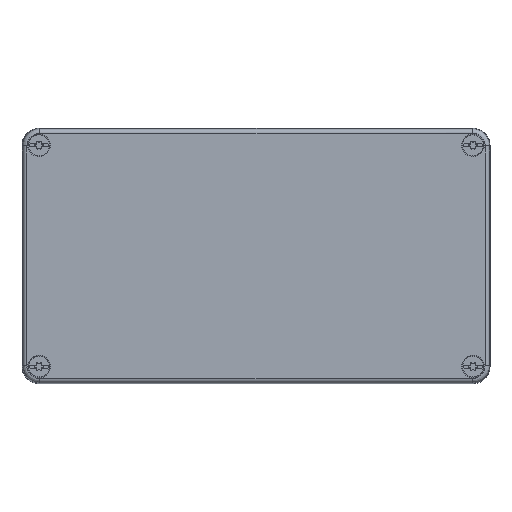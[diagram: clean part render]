
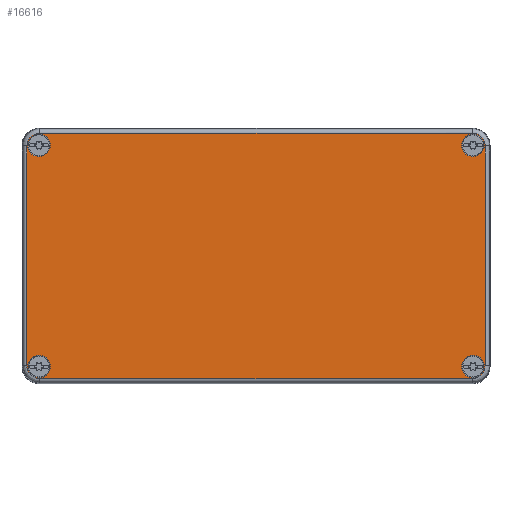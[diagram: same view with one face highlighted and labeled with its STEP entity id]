
A CAD part, top view. The second image highlights one B-rep face of the part: STEP entity #16616.
In plain terms, the highlighted planar face has unit normal (0, 0, 1).
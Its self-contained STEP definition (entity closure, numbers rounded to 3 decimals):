
#16532=AXIS2_PLACEMENT_3D('Plane Axis2P3D',#16529,#16530,#16531) ;
#16546=AXIS2_PLACEMENT_3D('Circle Axis2P3D',#16544,#16545,$) ;
#16555=AXIS2_PLACEMENT_3D('Circle Axis2P3D',#16553,#16554,$) ;
#16564=AXIS2_PLACEMENT_3D('Circle Axis2P3D',#16562,#16563,$) ;
#16573=AXIS2_PLACEMENT_3D('Circle Axis2P3D',#16571,#16572,$) ;
#16582=AXIS2_PLACEMENT_3D('Circle Axis2P3D',#16580,#16581,$) ;
#16591=AXIS2_PLACEMENT_3D('Circle Axis2P3D',#16589,#16590,$) ;
#16600=AXIS2_PLACEMENT_3D('Circle Axis2P3D',#16598,#16599,$) ;
#16609=AXIS2_PLACEMENT_3D('Circle Axis2P3D',#16607,#16608,$) ;
#15409=CARTESIAN_POINT('Vertex',(2.314,111.686,81.)) ;
#15416=CARTESIAN_POINT('Vertex',(2.314,8.314,81.)) ;
#15419=CARTESIAN_POINT('Line Origine',(2.314,59.902,81.)) ;
#15523=CARTESIAN_POINT('Vertex',(8.314,117.686,81.)) ;
#15527=CARTESIAN_POINT('Control Point',(2.314,111.686,81.)) ;
#15528=CARTESIAN_POINT('Control Point',(2.314,112.433,81.)) ;
#15529=CARTESIAN_POINT('Control Point',(2.431,113.18,81.)) ;
#15530=CARTESIAN_POINT('Control Point',(2.663,113.902,81.)) ;
#15531=CARTESIAN_POINT('Control Point',(3.523,115.605,81.)) ;
#15532=CARTESIAN_POINT('Control Point',(4.985,116.876,81.)) ;
#15533=CARTESIAN_POINT('Control Point',(6.037,117.416,81.)) ;
#15534=CARTESIAN_POINT('Control Point',(7.176,117.686,81.)) ;
#15535=CARTESIAN_POINT('Control Point',(8.314,117.686,81.)) ;
#15553=CARTESIAN_POINT('Vertex',(211.686,117.686,81.)) ;
#15556=CARTESIAN_POINT('Line Origine',(104.492,117.686,81.)) ;
#15660=CARTESIAN_POINT('Vertex',(217.686,111.686,81.)) ;
#15664=CARTESIAN_POINT('Control Point',(211.686,117.686,81.)) ;
#15665=CARTESIAN_POINT('Control Point',(212.433,117.686,81.)) ;
#15666=CARTESIAN_POINT('Control Point',(213.18,117.569,81.)) ;
#15667=CARTESIAN_POINT('Control Point',(213.902,117.337,81.)) ;
#15668=CARTESIAN_POINT('Control Point',(215.605,116.477,81.)) ;
#15669=CARTESIAN_POINT('Control Point',(216.876,115.015,81.)) ;
#15670=CARTESIAN_POINT('Control Point',(217.416,113.963,81.)) ;
#15671=CARTESIAN_POINT('Control Point',(217.686,112.824,81.)) ;
#15672=CARTESIAN_POINT('Control Point',(217.686,111.686,81.)) ;
#15690=CARTESIAN_POINT('Vertex',(217.686,8.314,81.)) ;
#15693=CARTESIAN_POINT('Line Origine',(217.686,59.902,81.)) ;
#15797=CARTESIAN_POINT('Vertex',(211.686,2.314,81.)) ;
#15801=CARTESIAN_POINT('Control Point',(217.686,8.314,81.)) ;
#15802=CARTESIAN_POINT('Control Point',(217.686,7.567,81.)) ;
#15803=CARTESIAN_POINT('Control Point',(217.569,6.82,81.)) ;
#15804=CARTESIAN_POINT('Control Point',(217.337,6.098,81.)) ;
#15805=CARTESIAN_POINT('Control Point',(216.477,4.395,81.)) ;
#15806=CARTESIAN_POINT('Control Point',(215.015,3.124,81.)) ;
#15807=CARTESIAN_POINT('Control Point',(213.963,2.584,81.)) ;
#15808=CARTESIAN_POINT('Control Point',(212.824,2.314,81.)) ;
#15809=CARTESIAN_POINT('Control Point',(211.686,2.314,81.)) ;
#15827=CARTESIAN_POINT('Vertex',(8.314,2.314,81.)) ;
#15830=CARTESIAN_POINT('Line Origine',(110.,2.314,81.)) ;
#15925=CARTESIAN_POINT('Control Point',(8.314,2.314,81.)) ;
#15926=CARTESIAN_POINT('Control Point',(7.567,2.314,81.)) ;
#15927=CARTESIAN_POINT('Control Point',(6.82,2.431,81.)) ;
#15928=CARTESIAN_POINT('Control Point',(6.098,2.663,81.)) ;
#15929=CARTESIAN_POINT('Control Point',(4.395,3.523,81.)) ;
#15930=CARTESIAN_POINT('Control Point',(3.124,4.985,81.)) ;
#15931=CARTESIAN_POINT('Control Point',(2.584,6.037,81.)) ;
#15932=CARTESIAN_POINT('Control Point',(2.314,7.176,81.)) ;
#15933=CARTESIAN_POINT('Control Point',(2.314,8.314,81.)) ;
#16529=CARTESIAN_POINT('Axis2P3D Location',(110.,60.,81.)) ;
#16544=CARTESIAN_POINT('Axis2P3D Location',(212.,112.,81.)) ;
#16548=CARTESIAN_POINT('Vertex',(214.541,116.651,81.)) ;
#16550=CARTESIAN_POINT('Vertex',(209.459,107.349,81.)) ;
#16553=CARTESIAN_POINT('Axis2P3D Location',(212.,112.,81.)) ;
#16562=CARTESIAN_POINT('Axis2P3D Location',(8.,112.,81.)) ;
#16566=CARTESIAN_POINT('Vertex',(10.541,116.651,81.)) ;
#16568=CARTESIAN_POINT('Vertex',(5.459,107.349,81.)) ;
#16571=CARTESIAN_POINT('Axis2P3D Location',(8.,112.,81.)) ;
#16580=CARTESIAN_POINT('Axis2P3D Location',(212.,8.,81.)) ;
#16584=CARTESIAN_POINT('Vertex',(214.541,12.651,81.)) ;
#16586=CARTESIAN_POINT('Vertex',(209.459,3.349,81.)) ;
#16589=CARTESIAN_POINT('Axis2P3D Location',(212.,8.,81.)) ;
#16598=CARTESIAN_POINT('Axis2P3D Location',(8.,8.,81.)) ;
#16602=CARTESIAN_POINT('Vertex',(10.541,12.651,81.)) ;
#16604=CARTESIAN_POINT('Vertex',(5.459,3.349,81.)) ;
#16607=CARTESIAN_POINT('Axis2P3D Location',(8.,8.,81.)) ;
#15420=DIRECTION('Vector Direction',(0.,1.,0.)) ;
#15557=DIRECTION('Vector Direction',(1.,0.,0.)) ;
#15694=DIRECTION('Vector Direction',(0.,-1.,0.)) ;
#15831=DIRECTION('Vector Direction',(-1.,0.,0.)) ;
#16530=DIRECTION('Axis2P3D Direction',(0.,0.,1.)) ;
#16531=DIRECTION('Axis2P3D XDirection',(1.,0.,0.)) ;
#16545=DIRECTION('Axis2P3D Direction',(0.,0.,1.)) ;
#16554=DIRECTION('Axis2P3D Direction',(0.,0.,1.)) ;
#16563=DIRECTION('Axis2P3D Direction',(0.,0.,1.)) ;
#16572=DIRECTION('Axis2P3D Direction',(0.,0.,1.)) ;
#16581=DIRECTION('Axis2P3D Direction',(0.,0.,1.)) ;
#16590=DIRECTION('Axis2P3D Direction',(0.,0.,1.)) ;
#16599=DIRECTION('Axis2P3D Direction',(0.,0.,1.)) ;
#16608=DIRECTION('Axis2P3D Direction',(0.,0.,1.)) ;
#15421=VECTOR('Line Direction',#15420,1.) ;
#15558=VECTOR('Line Direction',#15557,1.) ;
#15695=VECTOR('Line Direction',#15694,1.) ;
#15832=VECTOR('Line Direction',#15831,1.) ;
#16535=ORIENTED_EDGE('',*,*,#15560,.T.) ;
#16536=ORIENTED_EDGE('',*,*,#15536,.T.) ;
#16537=ORIENTED_EDGE('',*,*,#15423,.T.) ;
#16538=ORIENTED_EDGE('',*,*,#15934,.T.) ;
#16539=ORIENTED_EDGE('',*,*,#15834,.T.) ;
#16540=ORIENTED_EDGE('',*,*,#15810,.T.) ;
#16541=ORIENTED_EDGE('',*,*,#15697,.T.) ;
#16542=ORIENTED_EDGE('',*,*,#15673,.T.) ;
#16559=ORIENTED_EDGE('',*,*,#16552,.T.) ;
#16560=ORIENTED_EDGE('',*,*,#16557,.T.) ;
#16577=ORIENTED_EDGE('',*,*,#16570,.T.) ;
#16578=ORIENTED_EDGE('',*,*,#16575,.T.) ;
#16595=ORIENTED_EDGE('',*,*,#16588,.T.) ;
#16596=ORIENTED_EDGE('',*,*,#16593,.T.) ;
#16613=ORIENTED_EDGE('',*,*,#16606,.T.) ;
#16614=ORIENTED_EDGE('',*,*,#16611,.T.) ;
#16561=FACE_BOUND('',#16558,.T.) ;
#16579=FACE_BOUND('',#16576,.T.) ;
#16597=FACE_BOUND('',#16594,.T.) ;
#16615=FACE_BOUND('',#16612,.T.) ;
#16616=ADVANCED_FACE('Cover',(#16543,#16561,#16579,#16597,#16615),#16533,.T.) ;
#15526=B_SPLINE_CURVE_WITH_KNOTS('',5,(#15527,#15528,#15529,#15530,#15531,#15532,#15533,#15534,#15535),.UNSPECIFIED.,.F.,.U.,(6,3,6),(23.567,28.127,35.077),.UNSPECIFIED.) ;
#15663=B_SPLINE_CURVE_WITH_KNOTS('',5,(#15664,#15665,#15666,#15667,#15668,#15669,#15670,#15671,#15672),.UNSPECIFIED.,.F.,.U.,(6,3,6),(23.567,28.127,35.077),.UNSPECIFIED.) ;
#15800=B_SPLINE_CURVE_WITH_KNOTS('',5,(#15801,#15802,#15803,#15804,#15805,#15806,#15807,#15808,#15809),.UNSPECIFIED.,.F.,.U.,(6,3,6),(23.567,28.127,35.077),.UNSPECIFIED.) ;
#15924=B_SPLINE_CURVE_WITH_KNOTS('',5,(#15925,#15926,#15927,#15928,#15929,#15930,#15931,#15932,#15933),.UNSPECIFIED.,.F.,.U.,(6,3,6),(23.567,28.127,35.077),.UNSPECIFIED.) ;
#16547=CIRCLE('generated circle',#16546,5.3) ;
#16556=CIRCLE('generated circle',#16555,5.3) ;
#16565=CIRCLE('generated circle',#16564,5.3) ;
#16574=CIRCLE('generated circle',#16573,5.3) ;
#16583=CIRCLE('generated circle',#16582,5.3) ;
#16592=CIRCLE('generated circle',#16591,5.3) ;
#16601=CIRCLE('generated circle',#16600,5.3) ;
#16610=CIRCLE('generated circle',#16609,5.3) ;
#15423=EDGE_CURVE('',#15410,#15417,#15422,.F.) ;
#15536=EDGE_CURVE('',#15524,#15410,#15526,.F.) ;
#15560=EDGE_CURVE('',#15554,#15524,#15559,.F.) ;
#15673=EDGE_CURVE('',#15661,#15554,#15663,.F.) ;
#15697=EDGE_CURVE('',#15691,#15661,#15696,.F.) ;
#15810=EDGE_CURVE('',#15798,#15691,#15800,.F.) ;
#15834=EDGE_CURVE('',#15828,#15798,#15833,.F.) ;
#15934=EDGE_CURVE('',#15417,#15828,#15924,.F.) ;
#16552=EDGE_CURVE('',#16549,#16551,#16547,.F.) ;
#16557=EDGE_CURVE('',#16551,#16549,#16556,.F.) ;
#16570=EDGE_CURVE('',#16567,#16569,#16565,.F.) ;
#16575=EDGE_CURVE('',#16569,#16567,#16574,.F.) ;
#16588=EDGE_CURVE('',#16585,#16587,#16583,.F.) ;
#16593=EDGE_CURVE('',#16587,#16585,#16592,.F.) ;
#16606=EDGE_CURVE('',#16603,#16605,#16601,.F.) ;
#16611=EDGE_CURVE('',#16605,#16603,#16610,.F.) ;
#16534=EDGE_LOOP('',(#16535,#16536,#16537,#16538,#16539,#16540,#16541,#16542)) ;
#16558=EDGE_LOOP('',(#16559,#16560)) ;
#16576=EDGE_LOOP('',(#16577,#16578)) ;
#16594=EDGE_LOOP('',(#16595,#16596)) ;
#16612=EDGE_LOOP('',(#16613,#16614)) ;
#16543=FACE_OUTER_BOUND('',#16534,.T.) ;
#15422=LINE('Line',#15419,#15421) ;
#15559=LINE('Line',#15556,#15558) ;
#15696=LINE('Line',#15693,#15695) ;
#15833=LINE('Line',#15830,#15832) ;
#16533=PLANE('',#16532) ;
#15410=VERTEX_POINT('',#15409) ;
#15417=VERTEX_POINT('',#15416) ;
#15524=VERTEX_POINT('',#15523) ;
#15554=VERTEX_POINT('',#15553) ;
#15661=VERTEX_POINT('',#15660) ;
#15691=VERTEX_POINT('',#15690) ;
#15798=VERTEX_POINT('',#15797) ;
#15828=VERTEX_POINT('',#15827) ;
#16549=VERTEX_POINT('',#16548) ;
#16551=VERTEX_POINT('',#16550) ;
#16567=VERTEX_POINT('',#16566) ;
#16569=VERTEX_POINT('',#16568) ;
#16585=VERTEX_POINT('',#16584) ;
#16587=VERTEX_POINT('',#16586) ;
#16603=VERTEX_POINT('',#16602) ;
#16605=VERTEX_POINT('',#16604) ;
